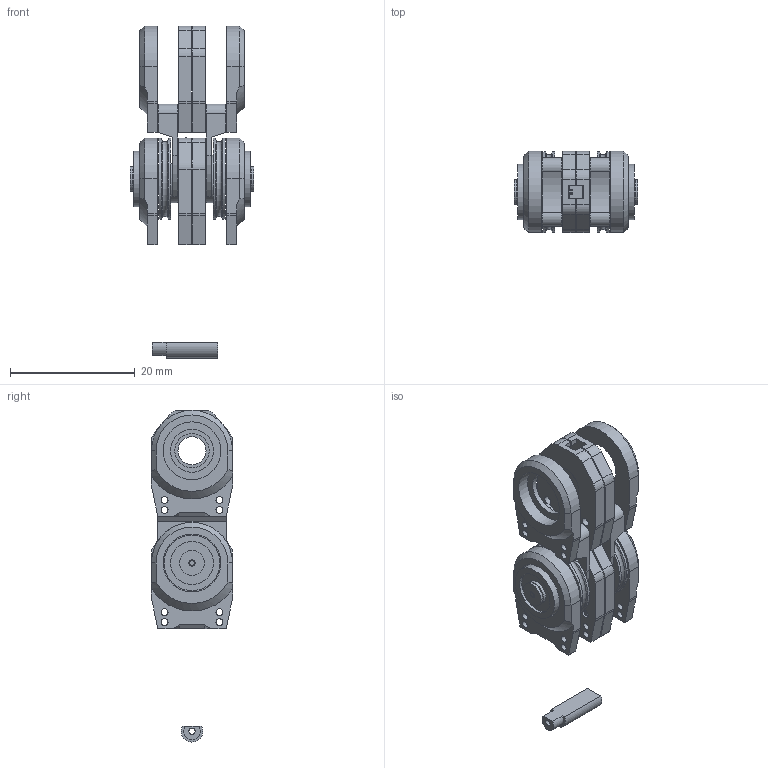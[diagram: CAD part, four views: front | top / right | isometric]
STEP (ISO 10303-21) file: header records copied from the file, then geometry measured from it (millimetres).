
FILE_DESCRIPTION(/* description */ (''),/* implementation_level */ '2;1');
FILE_NAME(/* name */ 'IP Hinge FDM Prototype v16.step',/* time_stamp */ '2020-06-16T10:01:26+01:00',/* author */ (''),/* organization */ (''),/* preprocessor_version */ 'ST-DEVELOPER v18.1',/* originating_system */ 'Autodesk Translation Framework v9.3.0.1241',/* authorisation */ '');
FILE_SCHEMA (('AUTOMOTIVE_DESIGN { 1 0 10303 214 3 1 1 }'));
Length unit declared in the file: millimetre
Products named in the file (21): IP Hinge FDM Prototype; 252G-1 SMD Pot; Component1; Component2; Pulley; Pulley(Mirror); Right Phalanx; Pot No Holes; Pot No Holes (1); Bearing Holder; Left Phalanx; Pot w/ Holes; Pot w/ Holes (1); 603zz; 603zz (1); 603zz POM; POM Aliexpress Bearing v1(Mirror); Shaft (MG90s Housing Screw); Inner Pivot L; Inner Pivot R; Inner Pivot Sheath (502-H-2 Pot)
Assembly tree (22 placements, depth 4):
  IP Hinge FDM Prototype
    252G-1 SMD Pot
      Component1
      Component2
    Left Phalanx  x2
      Pot w/ Holes
        Pot w/ Holes (1)
    Right Phalanx  x2
      Pot No Holes
        Pot No Holes (1)
      Bearing Holder
    Pulley
    Pulley(Mirror)
    603zz
    603zz (1)
    603zz POM
    POM Aliexpress Bearing v1(Mirror)
    Shaft (MG90s Housing Screw)
    Inner Pivot L
    Inner Pivot R
    Inner Pivot Sheath (502-H-2 Pot)
Bounding box: 19.86 x 13 x 53.26 mm (x, y, z)
Volume: 3786.1 mm3; surface area: 7790.6 mm2
Topology: 24 solids, 24 shells, 590 faces, 1510 edges, 996 vertices
Faces by surface type: plane 362, cylinder 212, cone 14, torus 2
Full cylindrical faces by diameter (mm): 0.8 x1, 1 x5, 1.1 x40, 1.4 x4, 1.6 x1, 2.85 x2, 3 x4, 3.012 x2, 4 x10, 4.2 x2, 4.5 x2, 5 x1, 5.5 x2, 5.6 x2, 6.9 x12, 7.58 x1, 8.08 x1, 8.9 x4, 9.26 x4, 13 x4
Entity records: 13935 total; most frequent: CARTESIAN_POINT 2450, DIRECTION 2331, ORIENTED_EDGE 2130, EDGE_CURVE 1065, AXIS2_PLACEMENT_3D 820, VERTEX_POINT 703, LINE 691, VECTOR 691
